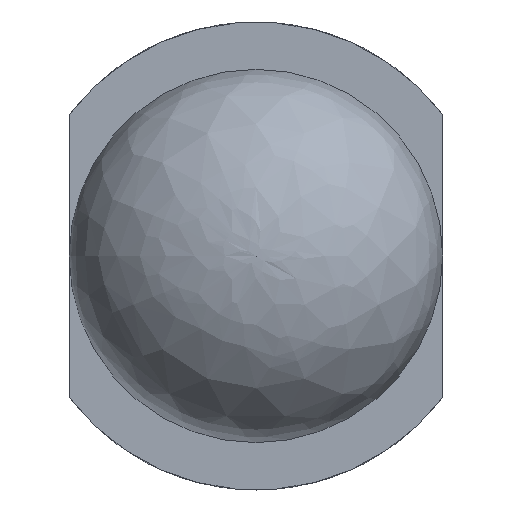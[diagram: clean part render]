
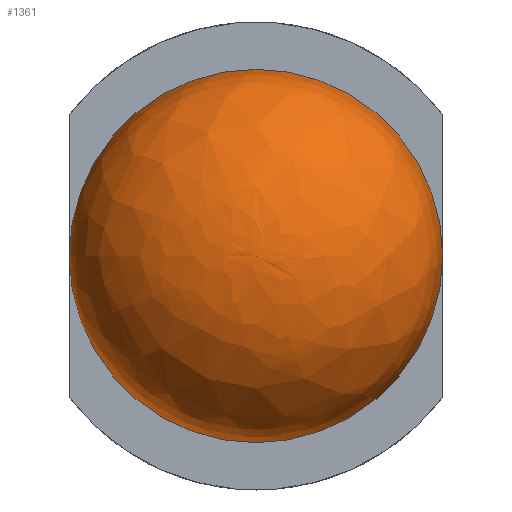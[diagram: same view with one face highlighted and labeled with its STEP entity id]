
A CAD part, front view. The second image highlights one B-rep face of the part: STEP entity #1361.
In plain terms, the highlighted free-form (B-spline) face has degree [2, 2] with [3, 9] control points.
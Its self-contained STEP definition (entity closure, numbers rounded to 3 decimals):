
#382=FACE_OUTER_BOUND('',#461,.T.);
#461=EDGE_LOOP('',(#950,#951,#952,#953));
#547=CIRCLE('',#1444,30.);
#548=CIRCLE('',#1445,30.);
#603=ELLIPSE('',#1443,30.,25.);
#612=VERTEX_POINT('',#2042);
#613=VERTEX_POINT('',#2043);
#614=VERTEX_POINT('',#2045);
#745=EDGE_CURVE('',#612,#613,#603,.T.);
#746=EDGE_CURVE('',#614,#613,#547,.T.);
#747=EDGE_CURVE('',#613,#614,#548,.T.);
#950=ORIENTED_EDGE('',*,*,#745,.F.);
#951=ORIENTED_EDGE('',*,*,#745,.T.);
#952=ORIENTED_EDGE('',*,*,#746,.F.);
#953=ORIENTED_EDGE('',*,*,#747,.F.);
#1360=(
BOUNDED_SURFACE()
B_SPLINE_SURFACE(2,2,((#2015,#2016,#2017,#2018,#2019,#2020,#2021,#2022,
#2023),(#2024,#2025,#2026,#2027,#2028,#2029,#2030,#2031,#2032),(#2033,#2034,
#2035,#2036,#2037,#2038,#2039,#2040,#2041)),.UNSPECIFIED.,.F.,.T.,.F.)
B_SPLINE_SURFACE_WITH_KNOTS((3,3),(3,2,2,2,3),(-3.142,-1.571),
(0.,1.571,3.142,4.712,6.283),
 .UNSPECIFIED.)
GEOMETRIC_REPRESENTATION_ITEM()
RATIONAL_B_SPLINE_SURFACE(((1.,0.707,1.,0.707,1.,
0.707,1.,0.707,1.),(0.707,0.5,0.707,
0.5,0.707,0.5,0.707,0.5,0.707),(1.,
0.707,1.,0.707,1.,0.707,1.,0.707,
1.)))
REPRESENTATION_ITEM('')
SURFACE()
);
#1361=ADVANCED_FACE('',(#382),#1360,.T.);
#1443=AXIS2_PLACEMENT_3D('',#2044,#1588,#1589);
#1444=AXIS2_PLACEMENT_3D('',#2046,#1590,#1591);
#1445=AXIS2_PLACEMENT_3D('',#2047,#1592,#1593);
#1588=DIRECTION('center_axis',(0.,0.,-1.));
#1589=DIRECTION('ref_axis',(1.,0.,0.));
#1590=DIRECTION('center_axis',(0.,1.,0.));
#1591=DIRECTION('ref_axis',(-1.,0.,0.));
#1592=DIRECTION('center_axis',(0.,1.,0.));
#1593=DIRECTION('ref_axis',(-1.,0.,0.));
#2015=CARTESIAN_POINT('Ctrl Pts',(-30.,76.,0.));
#2016=CARTESIAN_POINT('Ctrl Pts',(-30.,76.,30.));
#2017=CARTESIAN_POINT('Ctrl Pts',(0.,76.,30.));
#2018=CARTESIAN_POINT('Ctrl Pts',(30.,76.,30.));
#2019=CARTESIAN_POINT('Ctrl Pts',(30.,76.,0.));
#2020=CARTESIAN_POINT('Ctrl Pts',(30.,76.,-30.));
#2021=CARTESIAN_POINT('Ctrl Pts',(0.,76.,-30.));
#2022=CARTESIAN_POINT('Ctrl Pts',(-30.,76.,-30.));
#2023=CARTESIAN_POINT('Ctrl Pts',(-30.,76.,0.));
#2024=CARTESIAN_POINT('Ctrl Pts',(-30.,51.,0.));
#2025=CARTESIAN_POINT('Ctrl Pts',(-30.,51.,30.));
#2026=CARTESIAN_POINT('Ctrl Pts',(0.,51.,30.));
#2027=CARTESIAN_POINT('Ctrl Pts',(30.,51.,30.));
#2028=CARTESIAN_POINT('Ctrl Pts',(30.,51.,0.));
#2029=CARTESIAN_POINT('Ctrl Pts',(30.,51.,-30.));
#2030=CARTESIAN_POINT('Ctrl Pts',(0.,51.,-30.));
#2031=CARTESIAN_POINT('Ctrl Pts',(-30.,51.,-30.));
#2032=CARTESIAN_POINT('Ctrl Pts',(-30.,51.,0.));
#2033=CARTESIAN_POINT('Ctrl Pts',(0.,51.,0.));
#2034=CARTESIAN_POINT('Ctrl Pts',(0.,51.,0.));
#2035=CARTESIAN_POINT('Ctrl Pts',(0.,51.,0.));
#2036=CARTESIAN_POINT('Ctrl Pts',(0.,51.,0.));
#2037=CARTESIAN_POINT('Ctrl Pts',(0.,51.,0.));
#2038=CARTESIAN_POINT('Ctrl Pts',(0.,51.,0.));
#2039=CARTESIAN_POINT('Ctrl Pts',(0.,51.,0.));
#2040=CARTESIAN_POINT('Ctrl Pts',(0.,51.,0.));
#2041=CARTESIAN_POINT('Ctrl Pts',(0.,51.,0.));
#2042=CARTESIAN_POINT('',(0.,51.,0.));
#2043=CARTESIAN_POINT('',(-30.,76.,0.));
#2044=CARTESIAN_POINT('Origin',(0.,76.,0.));
#2045=CARTESIAN_POINT('',(30.,76.,0.));
#2046=CARTESIAN_POINT('Origin',(0.,76.,0.));
#2047=CARTESIAN_POINT('Origin',(0.,76.,0.));
